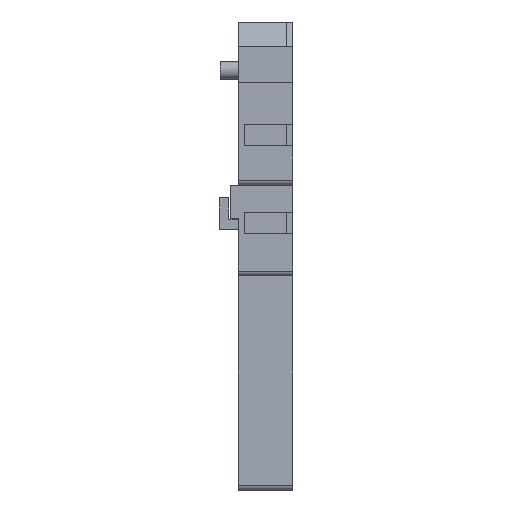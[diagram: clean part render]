
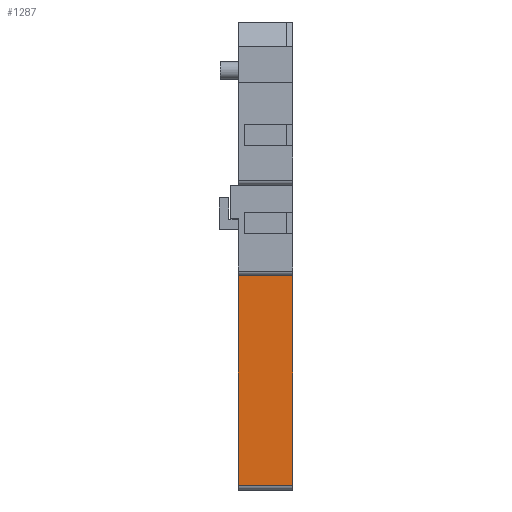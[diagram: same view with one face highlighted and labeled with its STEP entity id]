
A CAD part, front view. The second image highlights one B-rep face of the part: STEP entity #1287.
In plain terms, the highlighted planar face has unit normal (0, -1, 0).
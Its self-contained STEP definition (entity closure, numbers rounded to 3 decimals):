
#1275 = EDGE_LOOP ( 'NONE', ( #1291, #1352, #1286, #1292 ) ) ;
#1279 = EDGE_CURVE ( 'NONE', #1295, #1280, #5688, .T. ) ;
#1280 = VERTEX_POINT ( 'NONE', #5684 ) ;
#1284 = EDGE_CURVE ( 'NONE', #1280, #1652, #5716, .T. ) ;
#1286 = ORIENTED_EDGE ( 'NONE', *, *, #1279, .F. ) ;
#1287 = ADVANCED_FACE ( 'NONE', ( #5712 ), #5697, .F. ) ;
#1291 = ORIENTED_EDGE ( 'NONE', *, *, #1657, .T. ) ;
#1292 = ORIENTED_EDGE ( 'NONE', *, *, #1294, .T. ) ;
#1294 = EDGE_CURVE ( 'NONE', #1295, #1615, #5741, .T. ) ;
#1295 = VERTEX_POINT ( 'NONE', #5737 ) ;
#1352 = ORIENTED_EDGE ( 'NONE', *, *, #1284, .F. ) ;
#1615 = VERTEX_POINT ( 'NONE', #6559 ) ;
#1652 = VERTEX_POINT ( 'NONE', #6576 ) ;
#1657 = EDGE_CURVE ( 'NONE', #1615, #1652, #6633, .T. ) ;
#5684 = CARTESIAN_POINT ( 'NONE',  ( 9., -19.183, -34.75 ) ) ;
#5685 = DIRECTION ( 'NONE',  ( 0., 0., -1. ) ) ;
#5686 = VECTOR ( 'NONE', #5685, 1000. ) ;
#5687 = CARTESIAN_POINT ( 'NONE',  ( 9., -19.183, 0. ) ) ;
#5688 = LINE ( 'NONE', #5687, #5686 ) ;
#5693 = DIRECTION ( 'NONE',  ( 0., 0., 1. ) ) ;
#5694 = DIRECTION ( 'NONE',  ( 0., 1., 0. ) ) ;
#5695 = CARTESIAN_POINT ( 'NONE',  ( 9., -19.183, 0. ) ) ;
#5696 = AXIS2_PLACEMENT_3D ( 'NONE', #5695, #5694, #5693 ) ;
#5697 = PLANE ( 'NONE',  #5696 ) ;
#5712 = FACE_OUTER_BOUND ( 'NONE', #1275, .T. ) ;
#5713 = DIRECTION ( 'NONE',  ( -1., 0., 0. ) ) ;
#5714 = VECTOR ( 'NONE', #5713, 1000. ) ;
#5715 = CARTESIAN_POINT ( 'NONE',  ( 9., -19.183, -34.75 ) ) ;
#5716 = LINE ( 'NONE', #5715, #5714 ) ;
#5737 = CARTESIAN_POINT ( 'NONE',  ( 9., -19.183, 0. ) ) ;
#5738 = DIRECTION ( 'NONE',  ( -1., 0., 0. ) ) ;
#5739 = VECTOR ( 'NONE', #5738, 1000. ) ;
#5740 = CARTESIAN_POINT ( 'NONE',  ( 9., -19.183, 0. ) ) ;
#5741 = LINE ( 'NONE', #5740, #5739 ) ;
#6559 = CARTESIAN_POINT ( 'NONE',  ( 0., -19.183, 0. ) ) ;
#6576 = CARTESIAN_POINT ( 'NONE',  ( 0., -19.183, -34.75 ) ) ;
#6630 = DIRECTION ( 'NONE',  ( 0., 0., -1. ) ) ;
#6631 = VECTOR ( 'NONE', #6630, 1000. ) ;
#6632 = CARTESIAN_POINT ( 'NONE',  ( 0., -19.183, 0. ) ) ;
#6633 = LINE ( 'NONE', #6632, #6631 ) ;
